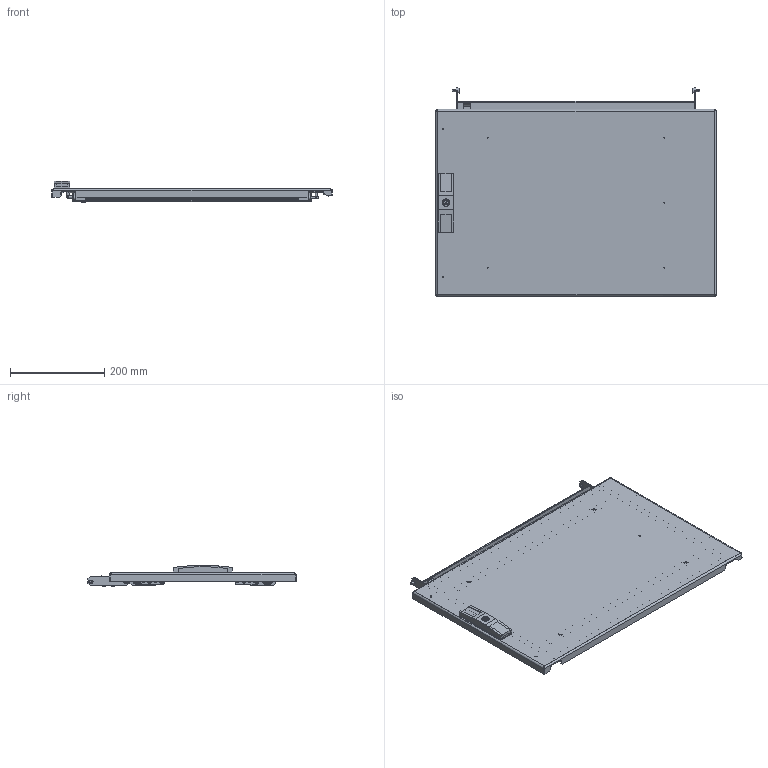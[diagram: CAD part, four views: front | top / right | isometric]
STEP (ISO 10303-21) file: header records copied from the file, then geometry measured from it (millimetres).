
FILE_DESCRIPTION (( 'STEP AP203' ), '1' );
FILE_NAME ('UR35441091600 Äâåðü ãëóõàÿ ñåêöèîííàÿ 400ìì RS52 00.60 (000.801.560-01).STEP', '2022-04-08T12:00:51', ( '' ), ( '' ), 'SwSTEP 2.0', 'SolidWorks 2017', '' );
FILE_SCHEMA (( 'CONFIG_CONTROL_DESIGN' ));
Length unit declared in the file: millimetre
Products named in the file (34): 000.800.113 Ïåòëÿ ñåêöèîííîé äâåðè; Øàéáà 6402 Ò_Œ6; 016-103 Îñü; 050-57 Âòóëêà ñêðûòîé ïåòëè; Ãàéêà øåñòèãðàííàÿ âûñîêàÿ ñàìîñòîïîðÿùàÿñÿ ñ ôëàíöåì ÃÎÑÒ ISO 7043_Œ6; 嵑殧趌11648_d5; 000.173.012 Øâåëëåð ìåæñåêöèîííûé LC3_01 (00.60); Âèíò DIN 7500 C TORX_Œ5å12; 000.203.173 Øâåëëåð ìåæñåêöèîííûé LC3_01 (00.60); 050-59 鎗鵻罻; 054-201 Ïîïåðå÷èíà äâåðè LC3_01 (00.60); Âèíò DIN 7991_Œ5å10; 040-217 Ïëàíêà çàïîðíàÿ äâåðè ñåêöèîííîé; 000.210.582 Îñíîâàíèå äâåðè ãëóõîé ñåêöèîííîé 400 ìì RS52_01 (00.60); 032-215 Øâåëëåð ìåæñåêöèîííûé LC3_01 (00.60); 037-60 Ïåòëÿ äâåðè ñåêöèîííîé LC3; 024-382 砑僔蠂縺 鸀槶錼譇 LC3; 028-98 Ñêîáà; Øïèëüêà ðåçüáîâàÿ Ì6_Œ6å12; Âèíò DIN 7500 M TORX_Œ5å16; 012-2064 Ïàíåëü äâåðè ãëóõîé ñåêöèîííîé 400 ìì RS52_01 (00.60); UR35441091600 Äâåðü ãëóõàÿ ñåêöèîííàÿ 400ìì RS52 00.60 (000.801.560-01); Âèíò ÃÎÑÒ Ð ÈÑÎ 7049_ST3.5x9.5; Óïëîòíèòåëü ÏÏÓ äëÿ äâåðêè ñåêöèîííîé LC3 ñòàëüíûå ïåòëè_04 (400 00.60); 037-61 Óãîëîê äëÿ çàïèðàíèÿ äâåðè ñåêöèîííîé LC3; Ãàéêà Ýðèêñîíà Ì5 ñ ïëîñêîé ãîëîâêîé; Øïèëüêà çàçåìëåíèÿ CKF CS_Œ6å16; Øïèëüêà ðåçüáîâàÿ Ì6_Œ5å12; 000.800.115 Ïëàíêà çàïîðíàÿ äâåðè ñåêöèîííîé 400 ìì RS52; MS896 Çàìîê-íàêëàäêà îñíîâíàÿ äëÿ LC_‡ ªàëâ®; 044-97 砎鍧錟儆趌00; 021-126  呧睯蠈錪; 000.203.297 Äâåðü ãëóõàÿ ñåêöèîííàÿ 400 ìì RS52_01 (00.60); 000.301.014 Îñü
Assembly tree (69 placements, depth 4):
  UR35441091600 Äâåðü ãëóõàÿ ñåêöèîííàÿ 400ìì RS52 00.60 (000.801.560-01)
    000.203.297 Äâåðü ãëóõàÿ ñåêöèîííàÿ 400 ìì RS52_01 (00.60)
      000.210.582 Îñíîâàíèå äâåðè ãëóõîé ñåêöèîííîé 400 ìì RS52_01 (00.60)
        012-2064 Ïàíåëü äâåðè ãëóõîé ñåêöèîííîé 400 ìì RS52_01 (00.60)
        Øïèëüêà çàçåìëåíèÿ CKF CS_Œ6å16
        Øïèëüêà ðåçüáîâàÿ Ì6_Œ5å12  x4
        Øïèëüêà ðåçüáîâàÿ Ì6_Œ6å12  x2
        050-57 Âòóëêà ñêðûòîé ïåòëè  x2
      Óïëîòíèòåëü ÏÏÓ äëÿ äâåðêè ñåêöèîííîé LC3 ñòàëüíûå ïåòëè_04 (400 00.60)
      MS896 Çàìîê-íàêëàäêà îñíîâíàÿ äëÿ LC_‡ ªàëâ®
      Âèíò DIN 7991_Œ5å10  x2
      000.800.115 Ïëàíêà çàïîðíàÿ äâåðè ñåêöèîííîé 400 ìì RS52
        040-217 Ïëàíêà çàïîðíàÿ äâåðè ñåêöèîííîé
        028-98 Ñêîáà  x2
      054-201 Ïîïåðå÷èíà äâåðè LC3_01 (00.60)  x2
      Ãàéêà Ýðèêñîíà Ì5 ñ ïëîñêîé ãîëîâêîé  x4
      Øàéáà 6402 Ò_Œ6  x2
      Ãàéêà øåñòèãðàííàÿ âûñîêàÿ ñàìîñòîïîðÿùàÿñÿ ñ ôëàíöåì ÃÎÑÒ ISO 7043_Œ6  x2
    Âèíò DIN 7500 M TORX_Œ5å16  x12
    000.203.173 Øâåëëåð ìåæñåêöèîííûé LC3_01 (00.60)
      000.173.012 Øâåëëåð ìåæñåêöèîííûé LC3_01 (00.60)
        032-215 Øâåëëåð ìåæñåêöèîííûé LC3_01 (00.60)
        024-382 砑僔蠂縺 鸀槶錼譇 LC3  x2
      021-126  呧睯蠈錪
      Âèíò ÃÎÑÒ Ð ÈÑÎ 7049_ST3.5x9.5  x2
    Âèíò DIN 7500 C TORX_Œ5å12  x4
    000.800.113 Ïåòëÿ ñåêöèîííîé äâåðè  x2
      037-60 Ïåòëÿ äâåðè ñåêöèîííîé LC3
      050-59 鎗鵻罻
    000.301.014 Îñü  x2
      016-103 Îñü
    037-61 Óãîëîê äëÿ çàïèðàíèÿ äâåðè ñåêöèîííîé LC3  x2
    嵑殧趌11648_d5  x3
    044-97 砎鍧錟儆趌00  x2
Bounding box: 595 x 441.5 x 45.93 mm (x, y, z)
Volume: 880959.2 mm3; surface area: 913190.4 mm2
Topology: 65 solids, 69 shells, 2092 faces, 5164 edges, 3259 vertices
Faces by surface type: cylinder 980, plane 744, cone 258, torus 90, sphere 12, bspline 8
Entity records: 32592 total; most frequent: CARTESIAN_POINT 5443, DIRECTION 5024, ORIENTED_EDGE 4472, EDGE_CURVE 2239, AXIS2_PLACEMENT_3D 1876, VERTEX_POINT 1415, VECTOR 1272, LINE 1272
